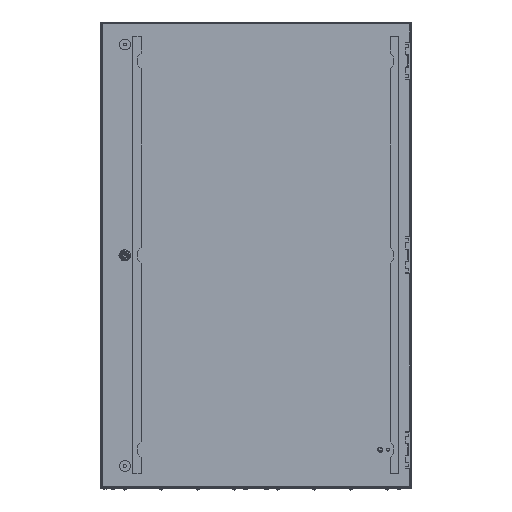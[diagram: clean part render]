
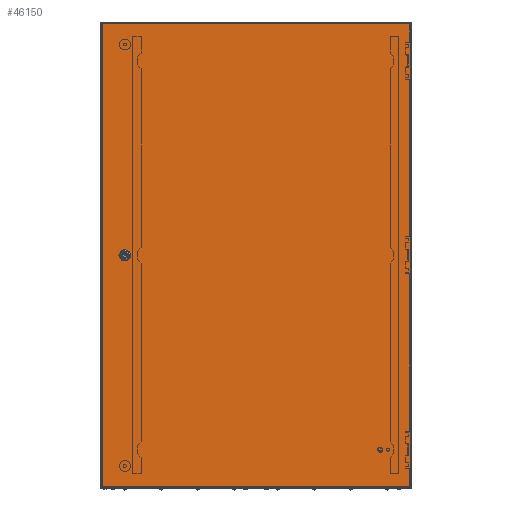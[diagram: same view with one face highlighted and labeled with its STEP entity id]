
A CAD part, top view. The second image highlights one B-rep face of the part: STEP entity #46150.
In plain terms, the highlighted planar face has unit normal (0, 0, 1).
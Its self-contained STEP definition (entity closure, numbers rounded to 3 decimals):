
#1938 = LINE ( 'NONE', #3896, #69194 ) ;
#2910 = EDGE_CURVE ( 'NONE', #4954, #37743, #46598, .T. ) ;
#3203 = EDGE_CURVE ( 'NONE', #48205, #48959, #26311, .T. ) ;
#3896 = CARTESIAN_POINT ( 'NONE',  ( 2.87, 3., 17. ) ) ;
#4008 = ORIENTED_EDGE ( 'NONE', *, *, #5287, .T. ) ;
#4954 = VERTEX_POINT ( 'NONE', #34704 ) ;
#5287 = EDGE_CURVE ( 'NONE', #34031, #38687, #34606, .T. ) ;
#5534 = CARTESIAN_POINT ( 'NONE',  ( 2.87, 1197., 17. ) ) ;
#5561 = DIRECTION ( 'NONE',  ( 1., 0., 0. ) ) ;
#6114 = VERTEX_POINT ( 'NONE', #57395 ) ;
#6186 = CARTESIAN_POINT ( 'NONE',  ( 57.814, 610.05, 17. ) ) ;
#6713 = LINE ( 'NONE', #18464, #50697 ) ;
#7375 = CIRCLE ( 'NONE', #44890, 11.25 ) ;
#7668 = DIRECTION ( 'NONE',  ( -1., 0., 0. ) ) ;
#14901 = VECTOR ( 'NONE', #68408, 1000. ) ;
#16346 = CARTESIAN_POINT ( 'NONE',  ( 62.87, 600., 17. ) ) ;
#16906 = DIRECTION ( 'NONE',  ( 0., 0., 1. ) ) ;
#16914 = CARTESIAN_POINT ( 'NONE',  ( 796.87, 3., 17. ) ) ;
#18464 = CARTESIAN_POINT ( 'NONE',  ( 796.87, 1197., 17. ) ) ;
#19998 = DIRECTION ( 'NONE',  ( 0., 1., 0. ) ) ;
#21356 = DIRECTION ( 'NONE',  ( 0., -1., 0. ) ) ;
#21420 = DIRECTION ( 'NONE',  ( 0., 0., 1. ) ) ;
#23140 = ORIENTED_EDGE ( 'NONE', *, *, #33877, .F. ) ;
#23317 = VERTEX_POINT ( 'NONE', #16914 ) ;
#23659 = EDGE_CURVE ( 'NONE', #23317, #34031, #6713, .T. ) ;
#23773 = VECTOR ( 'NONE', #7668, 1000. ) ;
#25218 = ORIENTED_EDGE ( 'NONE', *, *, #53554, .F. ) ;
#25484 = CARTESIAN_POINT ( 'NONE',  ( 72.92, 594.944, 17. ) ) ;
#26311 = LINE ( 'NONE', #25484, #29163 ) ;
#27339 = AXIS2_PLACEMENT_3D ( 'NONE', #46250, #21420, #77458 ) ;
#27570 = CARTESIAN_POINT ( 'NONE',  ( 72.92, 605.056, 17. ) ) ;
#28308 = CARTESIAN_POINT ( 'NONE',  ( 2.87, 1197., 17. ) ) ;
#29163 = VECTOR ( 'NONE', #19998, 1000. ) ;
#30979 = DIRECTION ( 'NONE',  ( 0., 0., 1. ) ) ;
#31312 = ORIENTED_EDGE ( 'NONE', *, *, #57147, .T. ) ;
#31465 = VERTEX_POINT ( 'NONE', #67513 ) ;
#33854 = DIRECTION ( 'NONE',  ( 1., 0., 0. ) ) ;
#33877 = EDGE_CURVE ( 'NONE', #37743, #31465, #42651, .T. ) ;
#33976 = CARTESIAN_POINT ( 'NONE',  ( 2.87, 1197., 17. ) ) ;
#34031 = VERTEX_POINT ( 'NONE', #56967 ) ;
#34606 = LINE ( 'NONE', #28308, #82133 ) ;
#34704 = CARTESIAN_POINT ( 'NONE',  ( 52.82, 594.944, 17. ) ) ;
#34920 = LINE ( 'NONE', #65306, #75474 ) ;
#35959 = CARTESIAN_POINT ( 'NONE',  ( 67.926, 589.95, 17. ) ) ;
#37659 = DIRECTION ( 'NONE',  ( 1., 0., 0. ) ) ;
#37743 = VERTEX_POINT ( 'NONE', #62655 ) ;
#37891 = EDGE_CURVE ( 'NONE', #38687, #6114, #72745, .T. ) ;
#38004 = ORIENTED_EDGE ( 'NONE', *, *, #37891, .T. ) ;
#38687 = VERTEX_POINT ( 'NONE', #5534 ) ;
#39881 = ORIENTED_EDGE ( 'NONE', *, *, #47950, .F. ) ;
#42351 = ORIENTED_EDGE ( 'NONE', *, *, #2910, .F. ) ;
#42483 = DIRECTION ( 'NONE',  ( 1., 0., 0. ) ) ;
#42651 = LINE ( 'NONE', #35959, #14901 ) ;
#42756 = DIRECTION ( 'NONE',  ( 1., 0., 0. ) ) ;
#43735 = CARTESIAN_POINT ( 'NONE',  ( 62.87, 600., 17. ) ) ;
#43774 = CIRCLE ( 'NONE', #55883, 11.25 ) ;
#44890 = AXIS2_PLACEMENT_3D ( 'NONE', #16346, #30979, #42756 ) ;
#45258 = AXIS2_PLACEMENT_3D ( 'NONE', #43735, #69513, #5561 ) ;
#46150 = ADVANCED_FACE ( 'NONE', ( #78683, #53380 ), #79105, .T. ) ;
#46250 = CARTESIAN_POINT ( 'NONE',  ( 0., 0., 17. ) ) ;
#46598 = CIRCLE ( 'NONE', #45258, 11.25 ) ;
#47948 = CARTESIAN_POINT ( 'NONE',  ( 67.926, 610.05, 17. ) ) ;
#47950 = EDGE_CURVE ( 'NONE', #80092, #76308, #43774, .T. ) ;
#48205 = VERTEX_POINT ( 'NONE', #63687 ) ;
#48361 = CARTESIAN_POINT ( 'NONE',  ( 52.82, 605.056, 17. ) ) ;
#48959 = VERTEX_POINT ( 'NONE', #27570 ) ;
#49481 = CARTESIAN_POINT ( 'NONE',  ( 62.87, 600., 17. ) ) ;
#49712 = EDGE_CURVE ( 'NONE', #81314, #80092, #78735, .T. ) ;
#50697 = VECTOR ( 'NONE', #82858, 1000. ) ;
#51807 = CARTESIAN_POINT ( 'NONE',  ( 67.926, 610.05, 17. ) ) ;
#52954 = ORIENTED_EDGE ( 'NONE', *, *, #23659, .T. ) ;
#53380 = FACE_OUTER_BOUND ( 'NONE', #56433, .T. ) ;
#53554 = EDGE_CURVE ( 'NONE', #76308, #4954, #34920, .T. ) ;
#53976 = ORIENTED_EDGE ( 'NONE', *, *, #49712, .F. ) ;
#55883 = AXIS2_PLACEMENT_3D ( 'NONE', #49481, #69713, #37659 ) ;
#56433 = EDGE_LOOP ( 'NONE', ( #38004, #31312, #52954, #4008 ) ) ;
#56967 = CARTESIAN_POINT ( 'NONE',  ( 796.87, 1197., 17. ) ) ;
#57147 = EDGE_CURVE ( 'NONE', #6114, #23317, #1938, .T. ) ;
#57395 = CARTESIAN_POINT ( 'NONE',  ( 2.87, 3., 17. ) ) ;
#61784 = VECTOR ( 'NONE', #21356, 1000. ) ;
#62655 = CARTESIAN_POINT ( 'NONE',  ( 57.814, 589.95, 17. ) ) ;
#62763 = ORIENTED_EDGE ( 'NONE', *, *, #70728, .F. ) ;
#63687 = CARTESIAN_POINT ( 'NONE',  ( 72.92, 594.944, 17. ) ) ;
#65306 = CARTESIAN_POINT ( 'NONE',  ( 52.82, 594.944, 17. ) ) ;
#66647 = ORIENTED_EDGE ( 'NONE', *, *, #71919, .F. ) ;
#67513 = CARTESIAN_POINT ( 'NONE',  ( 67.926, 589.95, 17. ) ) ;
#68408 = DIRECTION ( 'NONE',  ( 1., 0., 0. ) ) ;
#69194 = VECTOR ( 'NONE', #33854, 1000. ) ;
#69513 = DIRECTION ( 'NONE',  ( 0., 0., 1. ) ) ;
#69591 = ORIENTED_EDGE ( 'NONE', *, *, #3203, .F. ) ;
#69713 = DIRECTION ( 'NONE',  ( 0., 0., 1. ) ) ;
#70728 = EDGE_CURVE ( 'NONE', #48959, #81314, #76985, .T. ) ;
#71919 = EDGE_CURVE ( 'NONE', #31465, #48205, #7375, .T. ) ;
#72745 = LINE ( 'NONE', #33976, #61784 ) ;
#74570 = CARTESIAN_POINT ( 'NONE',  ( 62.87, 600., 17. ) ) ;
#75474 = VECTOR ( 'NONE', #79594, 1000. ) ;
#75747 = EDGE_LOOP ( 'NONE', ( #62763, #69591, #66647, #23140, #42351, #25218, #39881, #53976 ) ) ;
#76308 = VERTEX_POINT ( 'NONE', #48361 ) ;
#76985 = CIRCLE ( 'NONE', #78485, 11.25 ) ;
#77458 = DIRECTION ( 'NONE',  ( 1., 0., 0. ) ) ;
#78485 = AXIS2_PLACEMENT_3D ( 'NONE', #74570, #16906, #42483 ) ;
#78683 = FACE_BOUND ( 'NONE', #75747, .T. ) ;
#78735 = LINE ( 'NONE', #47948, #23773 ) ;
#79105 = PLANE ( 'NONE',  #27339 ) ;
#79594 = DIRECTION ( 'NONE',  ( 0., -1., 0. ) ) ;
#80092 = VERTEX_POINT ( 'NONE', #6186 ) ;
#81314 = VERTEX_POINT ( 'NONE', #51807 ) ;
#82069 = DIRECTION ( 'NONE',  ( -1., 0., 0. ) ) ;
#82133 = VECTOR ( 'NONE', #82069, 1000. ) ;
#82858 = DIRECTION ( 'NONE',  ( 0., 1., 0. ) ) ;
